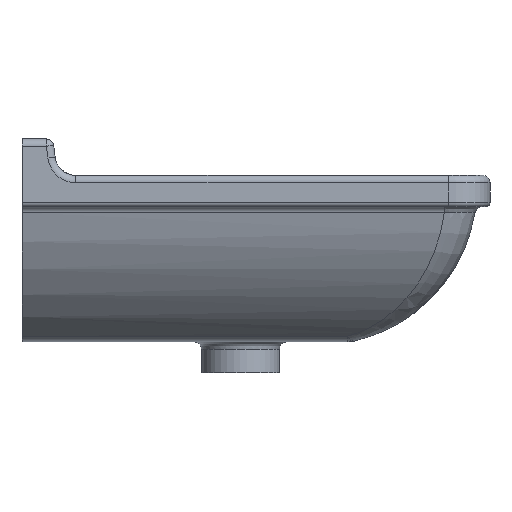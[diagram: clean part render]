
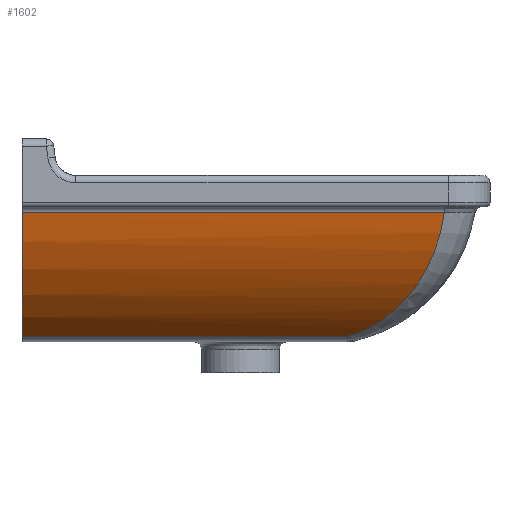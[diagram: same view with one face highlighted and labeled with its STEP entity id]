
A CAD part, left-side view. The second image highlights one B-rep face of the part: STEP entity #1602.
In plain terms, the highlighted cylindrical face has radius 185.957 mm (diameter 371.913 mm), a partial arc.
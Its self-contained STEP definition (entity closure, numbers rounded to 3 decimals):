
#441=CARTESIAN_POINT('',(-31.822,-381.192,134.291));
#442=VERTEX_POINT('',#441);
#460=CARTESIAN_POINT('',(-31.822,24.935,134.291));
#461=VERTEX_POINT('',#460);
#469=CARTESIAN_POINT('',(-31.822,24.935,134.291));
#470=DIRECTION('',(0.0,-1.0,0.0));
#471=VECTOR('',#470,406.126);
#472=LINE('',#469,#471);
#473=EDGE_CURVE('',#461,#442,#472,.T.);
#1538=CARTESIAN_POINT('',(45.666,-287.829,15.271));
#1539=VERTEX_POINT('',#1538);
#1540=CARTESIAN_POINT('',(-31.822,-381.192,134.291));
#1541=CARTESIAN_POINT('',(-31.52,-380.975,132.678));
#1542=CARTESIAN_POINT('',(-30.751,-380.404,128.854));
#1543=CARTESIAN_POINT('',(-29.357,-379.309,122.903));
#1544=CARTESIAN_POINT('',(-27.611,-377.869,116.494));
#1545=CARTESIAN_POINT('',(-25.026,-375.659,108.179));
#1546=CARTESIAN_POINT('',(-21.302,-372.342,98.103));
#1547=CARTESIAN_POINT('',(-16.725,-368.086,87.927));
#1548=CARTESIAN_POINT('',(-12.361,-363.9,79.499));
#1549=CARTESIAN_POINT('',(-9.076,-360.671,73.773));
#1550=CARTESIAN_POINT('',(-6.368,-357.961,69.377));
#1551=CARTESIAN_POINT('',(-3.617,-355.174,65.112));
#1552=CARTESIAN_POINT('',(1.336,-350.062,57.927));
#1553=CARTESIAN_POINT('',(10.208,-340.529,46.586));
#1554=CARTESIAN_POINT('',(18.597,-330.738,37.757));
#1555=CARTESIAN_POINT('',(24.52,-323.142,32.178));
#1556=CARTESIAN_POINT('',(26.713,-320.243,30.177));
#1557=CARTESIAN_POINT('',(28.875,-317.291,28.267));
#1558=CARTESIAN_POINT('',(31.723,-313.26,25.826));
#1559=CARTESIAN_POINT('',(35.877,-307.017,22.429));
#1560=CARTESIAN_POINT('',(40.043,-299.915,19.262));
#1561=CARTESIAN_POINT('',(43.441,-293.095,16.814));
#1562=CARTESIAN_POINT('',(44.96,-289.599,15.757));
#1563=CARTESIAN_POINT('',(45.666,-287.829,15.271));
#1564=B_SPLINE_CURVE_WITH_KNOTS('',3,(#1540,#1541,#1542,#1543,#1544,#1545,#1546,#1547,#1548,#1549,#1550,#1551,#1552,#1553,#1554,#1555,#1556,#1557,#1558,#1559,#1560,#1561,#1562,#1563),.UNSPECIFIED.,.F.,.U.,(4,1,1,1,1,1,1,1,1,1,1,1,1,1,1,1,1,1,1,1,1,4),(86.924,87.338,87.91,88.482,89.055,90.199,91.344,92.107,92.87,93.252,93.633,94.396,95.922,98.212,98.593,98.975,99.356,99.738,100.501,101.646,102.218,102.79),.UNSPECIFIED.);
#1565=EDGE_CURVE('',#442,#1539,#1564,.T.);
#1578=CARTESIAN_POINT('',(150.95,24.935,168.553));
#1579=DIRECTION('',(0.0,-1.0,0.0));
#1580=DIRECTION('',(0.523,0.0,0.853));
#1581=AXIS2_PLACEMENT_3D('',#1578,#1579,#1580);
#1582=CYLINDRICAL_SURFACE('',#1581,185.956);
#1583=ORIENTED_EDGE('',*,*,#473,.F.);
#1584=CARTESIAN_POINT('',(45.666,24.935,15.271));
#1585=VERTEX_POINT('',#1584);
#1586=CARTESIAN_POINT('',(150.95,24.935,168.553));
#1587=DIRECTION('',(0.0,1.,0.0));
#1588=DIRECTION('',(0.523,0.0,0.853));
#1589=AXIS2_PLACEMENT_3D('',#1586,#1587,#1588);
#1590=CIRCLE('',#1589,185.956);
#1591=EDGE_CURVE('',#1585,#461,#1590,.T.);
#1592=ORIENTED_EDGE('',*,*,#1591,.F.);
#1593=CARTESIAN_POINT('',(45.666,-287.829,15.271));
#1594=DIRECTION('',(0.0,1.0,0.0));
#1595=VECTOR('',#1594,312.764);
#1596=LINE('',#1593,#1595);
#1597=EDGE_CURVE('',#1539,#1585,#1596,.T.);
#1598=ORIENTED_EDGE('',*,*,#1597,.F.);
#1599=ORIENTED_EDGE('',*,*,#1565,.F.);
#1600=EDGE_LOOP('',(#1583,#1592,#1598,#1599));
#1601=FACE_OUTER_BOUND('',#1600,.T.);
#1602=ADVANCED_FACE('',(#1601),#1582,.T.);
